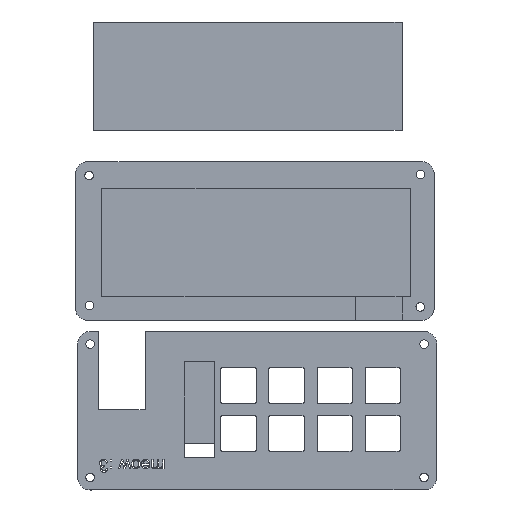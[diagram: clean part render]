
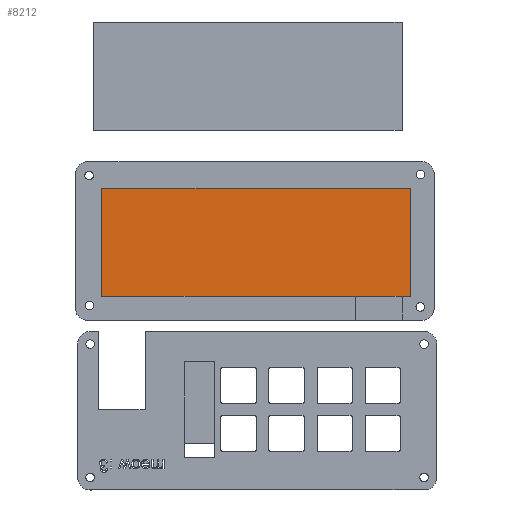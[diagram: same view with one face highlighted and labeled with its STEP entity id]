
A CAD part, top view. The second image highlights one B-rep face of the part: STEP entity #8212.
In plain terms, the highlighted planar face has unit normal (0, 0, 1).
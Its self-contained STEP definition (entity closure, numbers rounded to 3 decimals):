
#414=PLANE('',#8552);
#839=FACE_OUTER_BOUND('',#1335,.T.);
#1335=EDGE_LOOP('',(#7506,#7507,#7508,#7509));
#2026=LINE('',#16003,#2716);
#2028=LINE('',#16007,#2718);
#2029=LINE('',#16009,#2719);
#2030=LINE('',#16010,#2720);
#2716=VECTOR('',#9847,10.);
#2718=VECTOR('',#9851,10.);
#2719=VECTOR('',#9852,10.);
#2720=VECTOR('',#9853,10.);
#3945=VERTEX_POINT('',#16000);
#3946=VERTEX_POINT('',#16002);
#3947=VERTEX_POINT('',#16006);
#3948=VERTEX_POINT('',#16008);
#5140=EDGE_CURVE('',#3945,#3946,#2026,.T.);
#5142=EDGE_CURVE('',#3947,#3945,#2028,.T.);
#5143=EDGE_CURVE('',#3948,#3947,#2029,.T.);
#5144=EDGE_CURVE('',#3946,#3948,#2030,.T.);
#7506=ORIENTED_EDGE('',*,*,#5140,.F.);
#7507=ORIENTED_EDGE('',*,*,#5142,.F.);
#7508=ORIENTED_EDGE('',*,*,#5143,.F.);
#7509=ORIENTED_EDGE('',*,*,#5144,.F.);
#8212=ADVANCED_FACE('',(#839),#414,.T.);
#8552=AXIS2_PLACEMENT_3D('',#16005,#9849,#9850);
#9847=DIRECTION('',(-1.,0.,0.));
#9849=DIRECTION('center_axis',(0.,0.,1.));
#9850=DIRECTION('ref_axis',(1.,0.,0.));
#9851=DIRECTION('',(0.,-1.,0.));
#9852=DIRECTION('',(1.,0.,0.));
#9853=DIRECTION('',(0.,1.,0.));
#16000=CARTESIAN_POINT('',(22.444,7.138,3.));
#16002=CARTESIAN_POINT('',(-100.,7.138,3.));
#16003=CARTESIAN_POINT('',(-8.167,7.138,3.));
#16005=CARTESIAN_POINT('Origin',(-38.778,28.569,3.));
#16006=CARTESIAN_POINT('',(22.444,50.,3.));
#16007=CARTESIAN_POINT('',(22.444,39.284,3.));
#16008=CARTESIAN_POINT('',(-100.,50.,3.));
#16009=CARTESIAN_POINT('',(-69.389,50.,3.));
#16010=CARTESIAN_POINT('',(-100.,17.853,3.));
